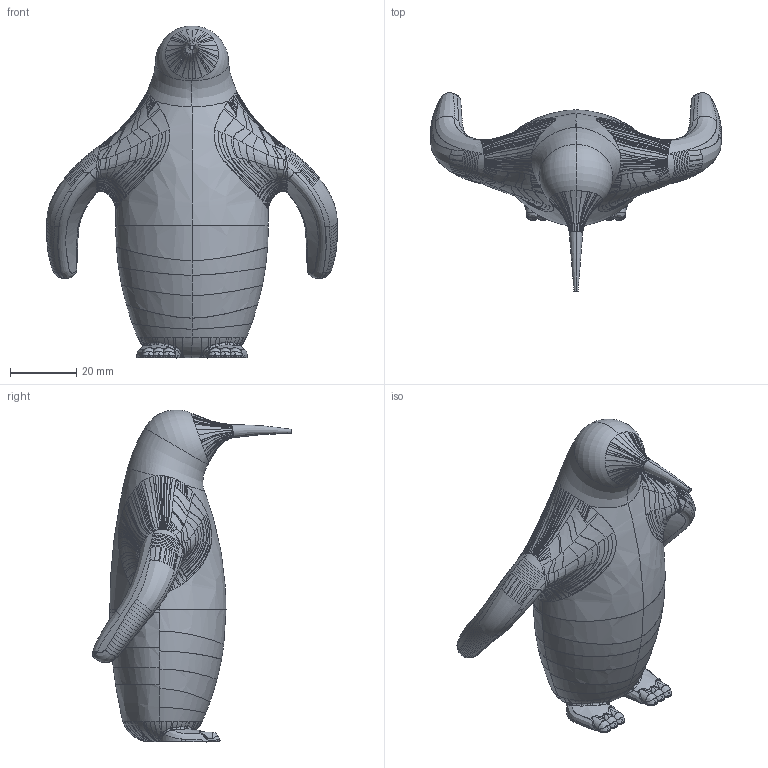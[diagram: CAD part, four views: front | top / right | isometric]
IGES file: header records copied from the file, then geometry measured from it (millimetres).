
Start section: SolidWorks IGES file using analytic representation for surfaces
Global section: file name: PENGUIN.IGS; native system: SolidWorks 2012; preprocessor: SolidWorks 2012; author: oda; date: 120509.204946; units: millimetre
Bounding box: 87.62 x 60.01 x 99.97 mm (x, y, z)
Surface area: 14513.6 mm2 (no closed solid volume)
Topology: 0 solids, 0 shells, 802 faces, 8182 edges, 8180 vertices
Faces by surface type: bspline 746, revolution 56
